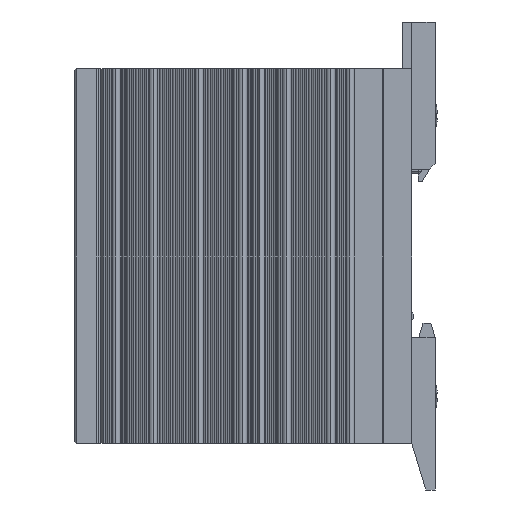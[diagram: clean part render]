
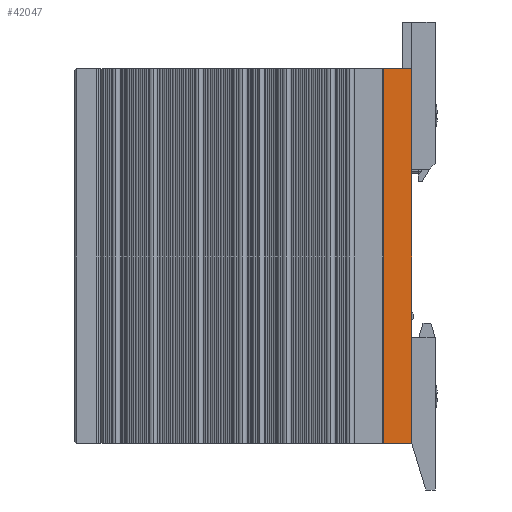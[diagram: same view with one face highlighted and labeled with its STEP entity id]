
A CAD part, left-side view. The second image highlights one B-rep face of the part: STEP entity #42047.
In plain terms, the highlighted planar face has unit normal (-1, 0, 0).
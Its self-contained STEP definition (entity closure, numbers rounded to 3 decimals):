
#609 = VERTEX_POINT ( 'NONE', #38476 ) ;
#884 = CARTESIAN_POINT ( 'NONE',  ( -24., -66., 0. ) ) ;
#1230 = LINE ( 'NONE', #43707, #37859 ) ;
#3181 = CARTESIAN_POINT ( 'NONE',  ( -24., -72., 0. ) ) ;
#3686 = EDGE_CURVE ( 'NONE', #17159, #4451, #45792, .T. ) ;
#4071 = VECTOR ( 'NONE', #19775, 1000. ) ;
#4451 = VERTEX_POINT ( 'NONE', #3181 ) ;
#6845 = VECTOR ( 'NONE', #33570, 1000. ) ;
#8799 = LINE ( 'NONE', #24297, #34549 ) ;
#9229 = PLANE ( 'NONE',  #38582 ) ;
#12905 = DIRECTION ( 'NONE',  ( 0., 1., 0. ) ) ;
#17159 = VERTEX_POINT ( 'NONE', #884 ) ;
#18325 = ORIENTED_EDGE ( 'NONE', *, *, #39084, .F. ) ;
#18840 = ORIENTED_EDGE ( 'NONE', *, *, #44562, .T. ) ;
#18930 = LINE ( 'NONE', #27632, #4071 ) ;
#19775 = DIRECTION ( 'NONE',  ( 0., 0., -1. ) ) ;
#21796 = DIRECTION ( 'NONE',  ( 0., -1., 0. ) ) ;
#24297 = CARTESIAN_POINT ( 'NONE',  ( -24., -66., 80. ) ) ;
#27632 = CARTESIAN_POINT ( 'NONE',  ( -24., -72., 80. ) ) ;
#27809 = DIRECTION ( 'NONE',  ( 1., 0., 0. ) ) ;
#30169 = FACE_OUTER_BOUND ( 'NONE', #45861, .T. ) ;
#31673 = DIRECTION ( 'NONE',  ( 0., 0., -1. ) ) ;
#33466 = VERTEX_POINT ( 'NONE', #34058 ) ;
#33570 = DIRECTION ( 'NONE',  ( 0., -1., 0. ) ) ;
#34058 = CARTESIAN_POINT ( 'NONE',  ( -24., -72., 80. ) ) ;
#34549 = VECTOR ( 'NONE', #31673, 1000. ) ;
#34824 = CARTESIAN_POINT ( 'NONE',  ( -24., -66., 80. ) ) ;
#36829 = ORIENTED_EDGE ( 'NONE', *, *, #3686, .T. ) ;
#37100 = CARTESIAN_POINT ( 'NONE',  ( -24., -66., 0. ) ) ;
#37208 = ORIENTED_EDGE ( 'NONE', *, *, #45966, .F. ) ;
#37859 = VECTOR ( 'NONE', #21796, 1000. ) ;
#38476 = CARTESIAN_POINT ( 'NONE',  ( -24., -66., 80. ) ) ;
#38582 = AXIS2_PLACEMENT_3D ( 'NONE', #34824, #27809, #12905 ) ;
#39084 = EDGE_CURVE ( 'NONE', #609, #33466, #1230, .T. ) ;
#42047 = ADVANCED_FACE ( 'NONE', ( #30169 ), #9229, .F. ) ;
#43707 = CARTESIAN_POINT ( 'NONE',  ( -24., -66., 80. ) ) ;
#44562 = EDGE_CURVE ( 'NONE', #609, #17159, #8799, .T. ) ;
#45792 = LINE ( 'NONE', #37100, #6845 ) ;
#45861 = EDGE_LOOP ( 'NONE', ( #36829, #37208, #18325, #18840 ) ) ;
#45966 = EDGE_CURVE ( 'NONE', #33466, #4451, #18930, .T. ) ;
